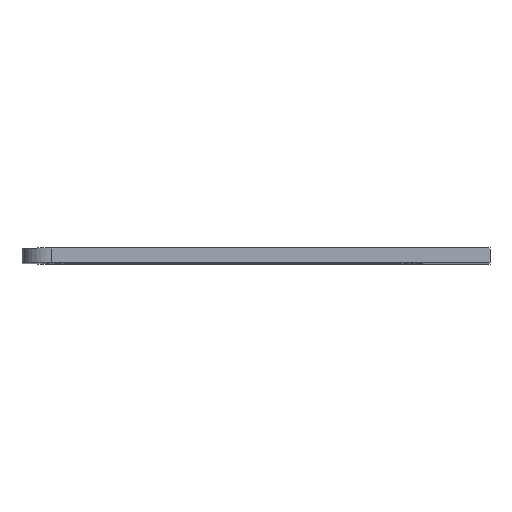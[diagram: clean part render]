
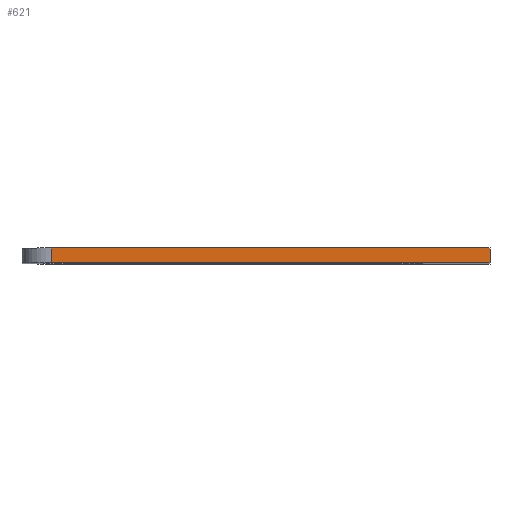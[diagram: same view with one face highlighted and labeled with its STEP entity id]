
A CAD part, top view. The second image highlights one B-rep face of the part: STEP entity #621.
In plain terms, the highlighted planar face has unit normal (0, 0, 1).
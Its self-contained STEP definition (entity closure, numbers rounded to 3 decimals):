
#79=FACE_OUTER_BOUND('',#117,.T.);
#117=EDGE_LOOP('',(#523,#524,#525,#526));
#140=LINE('',#917,#202);
#155=LINE('',#974,#217);
#182=LINE('',#1049,#244);
#183=LINE('',#1051,#245);
#202=VECTOR('',#728,10.);
#217=VECTOR('',#773,10.);
#244=VECTOR('',#850,10.);
#245=VECTOR('',#853,10.);
#262=VERTEX_POINT('',#907);
#266=VERTEX_POINT('',#915);
#291=VERTEX_POINT('',#970);
#293=VERTEX_POINT('',#973);
#326=EDGE_CURVE('',#266,#262,#140,.T.);
#354=EDGE_CURVE('',#291,#293,#155,.T.);
#394=EDGE_CURVE('',#266,#293,#182,.T.);
#395=EDGE_CURVE('',#262,#291,#183,.T.);
#523=ORIENTED_EDGE('',*,*,#395,.F.);
#524=ORIENTED_EDGE('',*,*,#326,.F.);
#525=ORIENTED_EDGE('',*,*,#394,.T.);
#526=ORIENTED_EDGE('',*,*,#354,.F.);
#598=PLANE('',#695);
#621=ADVANCED_FACE('',(#79),#598,.F.);
#695=AXIS2_PLACEMENT_3D('',#1050,#851,#852);
#728=DIRECTION('',(-1.,0.,0.));
#773=DIRECTION('',(1.,0.,0.));
#850=DIRECTION('',(0.,1.,0.));
#851=DIRECTION('center_axis',(0.,0.,
-1.));
#852=DIRECTION('ref_axis',(0.,-1.,0.));
#853=DIRECTION('',(0.,1.,0.));
#907=CARTESIAN_POINT('',(-22.802,-0.027,26.107));
#915=CARTESIAN_POINT('',(7.078,-0.027,26.107));
#917=CARTESIAN_POINT('',(-8.922,-0.027,26.107));
#970=CARTESIAN_POINT('',(-22.802,0.973,26.107));
#973=CARTESIAN_POINT('',(7.078,0.973,26.107));
#974=CARTESIAN_POINT('',(-8.922,0.973,26.107));
#1049=CARTESIAN_POINT('',(7.078,0.473,26.107));
#1050=CARTESIAN_POINT('Origin',(-8.922,0.473,26.107));
#1051=CARTESIAN_POINT('',(-22.802,0.473,26.107));
